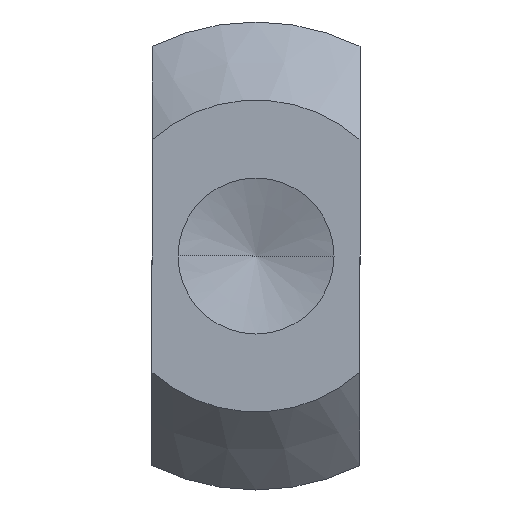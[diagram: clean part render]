
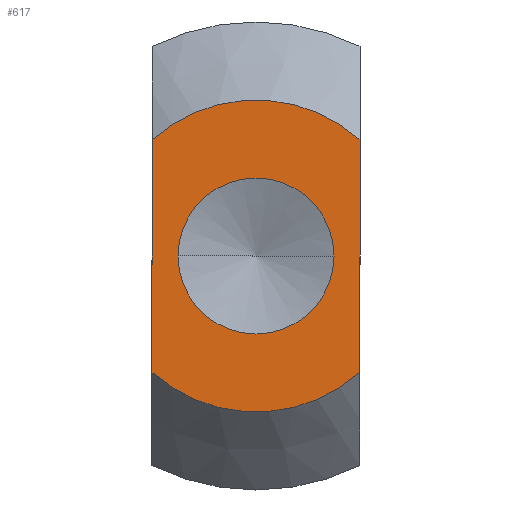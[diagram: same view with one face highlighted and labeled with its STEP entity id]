
A CAD part, front view. The second image highlights one B-rep face of the part: STEP entity #617.
In plain terms, the highlighted planar face has unit normal (0, -1, 0).
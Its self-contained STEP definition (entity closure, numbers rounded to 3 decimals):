
#2 = EDGE_CURVE ( 'NONE', #492, #307, #386, .T. ) ;
#12 = ORIENTED_EDGE ( 'NONE', *, *, #163, .T. ) ;
#17 = CARTESIAN_POINT ( 'NONE',  ( 0., -5., 0. ) ) ;
#41 = CARTESIAN_POINT ( 'NONE',  ( -4., -5., 0. ) ) ;
#46 = DIRECTION ( 'NONE',  ( 0., -1., 0. ) ) ;
#52 = CARTESIAN_POINT ( 'NONE',  ( 4., -5., -4.472 ) ) ;
#59 = CIRCLE ( 'NONE', #272, 6. ) ;
#89 = DIRECTION ( 'NONE',  ( 0., -1., 0. ) ) ;
#93 = EDGE_CURVE ( 'NONE', #454, #232, #237, .T. ) ;
#119 = CARTESIAN_POINT ( 'NONE',  ( -4., -5., -4.472 ) ) ;
#120 = DIRECTION ( 'NONE',  ( -1., 0., 0. ) ) ;
#121 = ORIENTED_EDGE ( 'NONE', *, *, #428, .F. ) ;
#124 = AXIS2_PLACEMENT_3D ( 'NONE', #350, #89, #439 ) ;
#125 = ORIENTED_EDGE ( 'NONE', *, *, #565, .T. ) ;
#131 = DIRECTION ( 'NONE',  ( 1., 0., 0. ) ) ;
#155 = DIRECTION ( 'NONE',  ( -1., 0., 0. ) ) ;
#163 = EDGE_CURVE ( 'NONE', #352, #492, #59, .T. ) ;
#184 = CARTESIAN_POINT ( 'NONE',  ( 0., -5., 0. ) ) ;
#200 = CIRCLE ( 'NONE', #234, 6. ) ;
#213 = FACE_OUTER_BOUND ( 'NONE', #279, .T. ) ;
#225 = VECTOR ( 'NONE', #242, 1000. ) ;
#232 = VERTEX_POINT ( 'NONE', #298 ) ;
#234 = AXIS2_PLACEMENT_3D ( 'NONE', #17, #258, #120 ) ;
#237 = CIRCLE ( 'NONE', #359, 3. ) ;
#242 = DIRECTION ( 'NONE',  ( 0., 0., -1. ) ) ;
#251 = DIRECTION ( 'NONE',  ( 0., -1., 0. ) ) ;
#258 = DIRECTION ( 'NONE',  ( 0., -1., 0. ) ) ;
#269 = ORIENTED_EDGE ( 'NONE', *, *, #93, .F. ) ;
#272 = AXIS2_PLACEMENT_3D ( 'NONE', #305, #251, #155 ) ;
#279 = EDGE_LOOP ( 'NONE', ( #125, #362, #12, #321 ) ) ;
#292 = CARTESIAN_POINT ( 'NONE',  ( -4., -5., 4.472 ) ) ;
#297 = CARTESIAN_POINT ( 'NONE',  ( -3., -5., 0. ) ) ;
#298 = CARTESIAN_POINT ( 'NONE',  ( 3., -5., 0. ) ) ;
#303 = CARTESIAN_POINT ( 'NONE',  ( 0., -5., 0. ) ) ;
#305 = CARTESIAN_POINT ( 'NONE',  ( 0., -5., 0. ) ) ;
#307 = VERTEX_POINT ( 'NONE', #119 ) ;
#321 = ORIENTED_EDGE ( 'NONE', *, *, #2, .T. ) ;
#344 = EDGE_CURVE ( 'NONE', #460, #352, #420, .T. ) ;
#350 = CARTESIAN_POINT ( 'NONE',  ( 0., -5., 0. ) ) ;
#352 = VERTEX_POINT ( 'NONE', #566 ) ;
#358 = VECTOR ( 'NONE', #378, 1000. ) ;
#359 = AXIS2_PLACEMENT_3D ( 'NONE', #184, #46, #131 ) ;
#362 = ORIENTED_EDGE ( 'NONE', *, *, #344, .T. ) ;
#365 = PLANE ( 'NONE',  #580 ) ;
#378 = DIRECTION ( 'NONE',  ( 0., 0., 1. ) ) ;
#386 = LINE ( 'NONE', #41, #225 ) ;
#403 = CIRCLE ( 'NONE', #124, 3. ) ;
#411 = EDGE_LOOP ( 'NONE', ( #269, #121 ) ) ;
#420 = LINE ( 'NONE', #606, #358 ) ;
#428 = EDGE_CURVE ( 'NONE', #232, #454, #403, .T. ) ;
#439 = DIRECTION ( 'NONE',  ( 1., 0., 0. ) ) ;
#453 = FACE_BOUND ( 'NONE', #411, .T. ) ;
#454 = VERTEX_POINT ( 'NONE', #297 ) ;
#460 = VERTEX_POINT ( 'NONE', #52 ) ;
#492 = VERTEX_POINT ( 'NONE', #292 ) ;
#552 = DIRECTION ( 'NONE',  ( 0., 1., 0. ) ) ;
#565 = EDGE_CURVE ( 'NONE', #307, #460, #200, .T. ) ;
#566 = CARTESIAN_POINT ( 'NONE',  ( 4., -5., 4.472 ) ) ;
#580 = AXIS2_PLACEMENT_3D ( 'NONE', #303, #552, #603 ) ;
#603 = DIRECTION ( 'NONE',  ( 1., 0., 0. ) ) ;
#606 = CARTESIAN_POINT ( 'NONE',  ( 4., -5., 0. ) ) ;
#617 = ADVANCED_FACE ( 'PLANAR_0', ( #213, #453 ), #365, .F. ) ;
